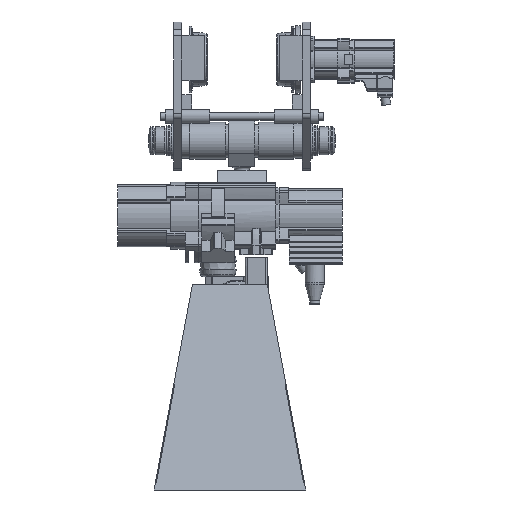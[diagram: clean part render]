
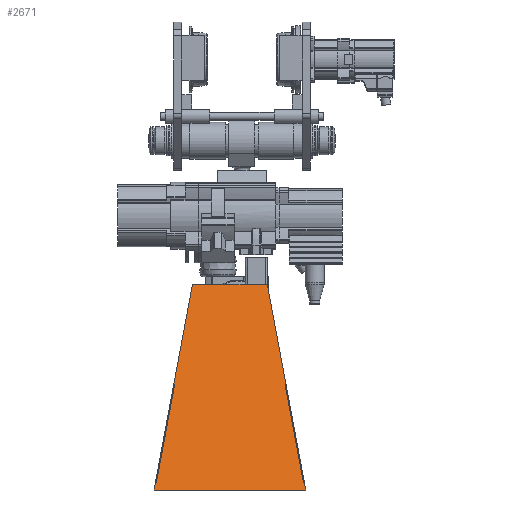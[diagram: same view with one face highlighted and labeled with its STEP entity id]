
A CAD part, left-side view. The second image highlights one B-rep face of the part: STEP entity #2671.
In plain terms, the highlighted planar face has unit normal (-0.958, 0, 0.286).
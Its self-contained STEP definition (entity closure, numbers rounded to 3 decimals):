
#2671=ADVANCED_FACE('',(#5986),#5987,.F.);
#5986=FACE_OUTER_BOUND('',#12318,.T.);
#5987=PLANE('',#12319);
#12318=EDGE_LOOP('',(#20953,#20954,#20955,#20956));
#12319=AXIS2_PLACEMENT_3D('',#20957,#20958,#20959);
#20953=ORIENTED_EDGE('',*,*,#30329,.F.);
#20954=ORIENTED_EDGE('',*,*,#30422,.F.);
#20955=ORIENTED_EDGE('',*,*,#30423,.T.);
#20956=ORIENTED_EDGE('',*,*,#30424,.T.);
#20957=CARTESIAN_POINT('',(-230.,-115.,0.));
#20958=DIRECTION('',(0.958,0.,-0.286));
#20959=DIRECTION('',(-0.286,0.,-0.958));
#30329=EDGE_CURVE('',#35686,#35688,#35689,.T.);
#30422=EDGE_CURVE('',#35831,#35686,#35832,.T.);
#30423=EDGE_CURVE('',#35831,#35833,#35834,.T.);
#30424=EDGE_CURVE('',#35833,#35688,#35835,.F.);
#35686=VERTEX_POINT('',#43745);
#35688=VERTEX_POINT('',#43748);
#35689=LINE('',#43749,#43750);
#35831=VERTEX_POINT('',#43929);
#35832=LINE('',#43930,#43931);
#35833=VERTEX_POINT('',#43932);
#35834=LINE('',#43933,#43934);
#35835=LINE('',#43935,#43936);
#43745=CARTESIAN_POINT('',(-419.,-233.005,-633.));
#43748=CARTESIAN_POINT('',(-419.,233.005,-633.));
#43749=CARTESIAN_POINT('',(-419.,-115.,-633.));
#43750=VECTOR('',#52992,1.);
#43929=CARTESIAN_POINT('',(-230.,-115.,0.));
#43930=CARTESIAN_POINT('',(-230.,-115.,0.));
#43931=VECTOR('',#53129,1.);
#43932=CARTESIAN_POINT('',(-230.,115.,0.));
#43933=CARTESIAN_POINT('',(-230.,-115.,0.));
#43934=VECTOR('',#53130,1.);
#43935=CARTESIAN_POINT('',(-218.609,107.888,38.15));
#43936=VECTOR('',#53131,1.);
#52992=DIRECTION('',(0.,1.,0.));
#53129=DIRECTION('',(-0.282,-0.176,-0.943));
#53130=DIRECTION('',(0.,1.,0.));
#53131=DIRECTION('',(0.282,-0.176,0.943));
